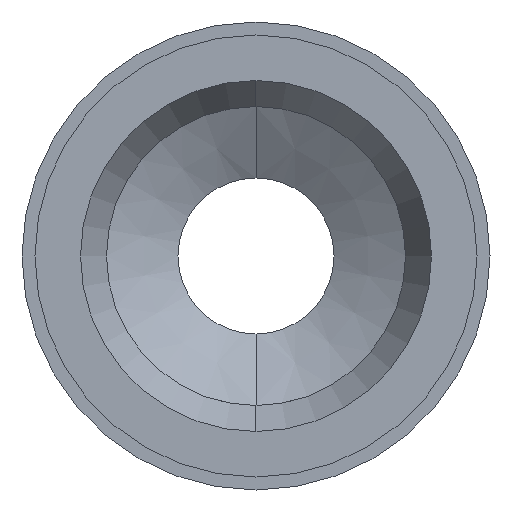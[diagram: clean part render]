
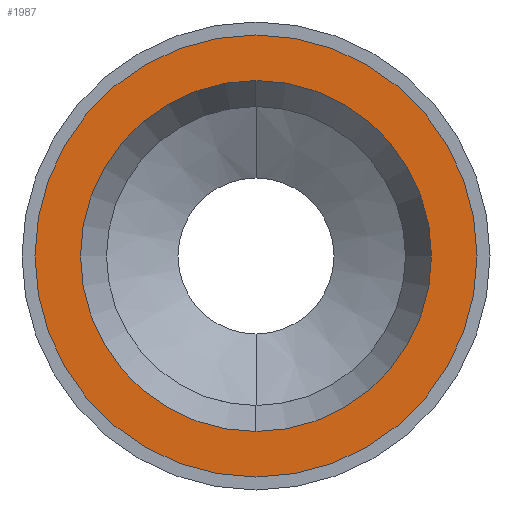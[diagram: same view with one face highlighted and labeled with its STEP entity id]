
A CAD part, left-side view. The second image highlights one B-rep face of the part: STEP entity #1987.
In plain terms, the highlighted planar face has unit normal (-1, 0, 0).
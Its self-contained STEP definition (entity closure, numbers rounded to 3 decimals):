
#1=CARTESIAN_POINT('',(0.,0.,0.));
#2=DIRECTION('',(1.,0.,0.));
#3=DIRECTION('',(0.,0.,1.));
#4=AXIS2_PLACEMENT_3D('',#1,#2,#3);
#6=CARTESIAN_POINT('',(0.,0.,0.));
#7=DIRECTION('',(-1.,0.,0.));
#8=DIRECTION('',(0.,0.,1.));
#9=AXIS2_PLACEMENT_3D('',#6,#7,#8);
#11=CARTESIAN_POINT('',(0.,0.,0.));
#12=DIRECTION('',(-1.,0.,0.));
#13=DIRECTION('',(0.,0.,1.));
#14=AXIS2_PLACEMENT_3D('',#11,#12,#13);
#24=CARTESIAN_POINT('',(0.,0.,0.));
#25=DIRECTION('',(1.,0.,0.));
#26=DIRECTION('',(0.,0.,1.));
#27=AXIS2_PLACEMENT_3D('',#24,#25,#26);
#1661=CARTESIAN_POINT('',(0.,0.,8.5));
#1663=VERTEX_POINT('',#1661);
#1689=CARTESIAN_POINT('',(0.,0.,6.75));
#1690=VERTEX_POINT('',#1689);
#1691=CARTESIAN_POINT('',(0.,0.,-8.5));
#1693=VERTEX_POINT('',#1691);
#1716=CARTESIAN_POINT('',(0.,0.,-6.75));
#1718=VERTEX_POINT('',#1716);
#1970=CARTESIAN_POINT('',(0.,0.,0.));
#1971=DIRECTION('',(-1.,0.,0.));
#1972=DIRECTION('',(0.,0.,-1.));
#1973=AXIS2_PLACEMENT_3D('',#1970,#1971,#1972);
#1974=PLANE('',#1973);
#1976=ORIENTED_EDGE('',*,*,#1975,.F.);
#1978=ORIENTED_EDGE('',*,*,#1977,.T.);
#1979=EDGE_LOOP('',(#1976,#1978));
#1980=FACE_OUTER_BOUND('',#1979,.F.);
#1982=ORIENTED_EDGE('',*,*,#1981,.F.);
#1984=ORIENTED_EDGE('',*,*,#1983,.T.);
#1985=EDGE_LOOP('',(#1982,#1984));
#1986=FACE_BOUND('',#1985,.F.);
#1987=ADVANCED_FACE('',(#1980,#1986),#1974,.T.);
#5=CIRCLE('',#4,6.75);
#10=CIRCLE('',#9,6.75);
#15=CIRCLE('',#14,8.5);
#28=CIRCLE('',#27,8.5);
#1975=EDGE_CURVE('',#1663,#1693,#15,.T.);
#1977=EDGE_CURVE('',#1663,#1693,#28,.T.);
#1981=EDGE_CURVE('',#1690,#1718,#5,.T.);
#1983=EDGE_CURVE('',#1690,#1718,#10,.T.);
